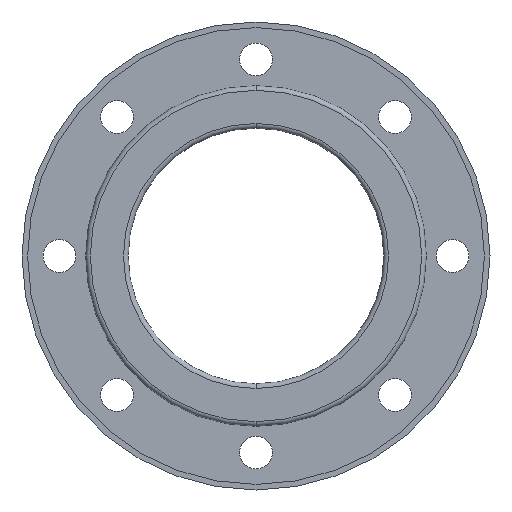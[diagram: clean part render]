
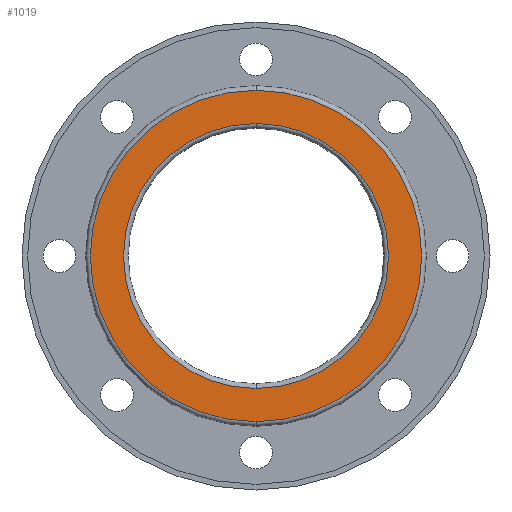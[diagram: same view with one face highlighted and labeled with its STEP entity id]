
A CAD part, front view. The second image highlights one B-rep face of the part: STEP entity #1019.
In plain terms, the highlighted planar face has unit normal (0, -1, 0).
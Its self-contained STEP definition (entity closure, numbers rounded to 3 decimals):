
#1 = DIRECTION ( 'NONE',  ( 0., 1., 0. ) ) ;
#14 = CARTESIAN_POINT ( 'NONE',  ( 0., -2.5, 70.759 ) ) ;
#17 = CARTESIAN_POINT ( 'NONE',  ( 0., -2.5, 0. ) ) ;
#35 = CARTESIAN_POINT ( 'NONE',  ( 0., -2.5, 0. ) ) ;
#70 = ORIENTED_EDGE ( 'NONE', *, *, #290, .T. ) ;
#74 = DIRECTION ( 'NONE',  ( 0., 0., 1. ) ) ;
#149 = CIRCLE ( 'NONE', #800, 70.759 ) ;
#227 = VERTEX_POINT ( 'NONE', #1536 ) ;
#266 = CIRCLE ( 'NONE', #1605, 88.5 ) ;
#290 = EDGE_CURVE ( 'NONE', #501, #780, #149, .T. ) ;
#409 = FACE_BOUND ( 'NONE', #1592, .T. ) ;
#501 = VERTEX_POINT ( 'NONE', #14 ) ;
#542 = EDGE_CURVE ( 'NONE', #910, #227, #1240, .T. ) ;
#652 = CARTESIAN_POINT ( 'NONE',  ( 0., -2.5, -88.5 ) ) ;
#688 = DIRECTION ( 'NONE',  ( 0., 1., 0. ) ) ;
#696 = DIRECTION ( 'NONE',  ( 0., 0., 1. ) ) ;
#708 = CARTESIAN_POINT ( 'NONE',  ( 0., -2.5, 0. ) ) ;
#780 = VERTEX_POINT ( 'NONE', #1623 ) ;
#800 = AXIS2_PLACEMENT_3D ( 'NONE', #708, #854, #992 ) ;
#801 = CARTESIAN_POINT ( 'NONE',  ( 0., -2.5, 0. ) ) ;
#828 = AXIS2_PLACEMENT_3D ( 'NONE', #1615, #1230, #74 ) ;
#854 = DIRECTION ( 'NONE',  ( 0., 1., 0. ) ) ;
#910 = VERTEX_POINT ( 'NONE', #652 ) ;
#936 = FACE_OUTER_BOUND ( 'NONE', #1272, .T. ) ;
#988 = CIRCLE ( 'NONE', #828, 70.759 ) ;
#992 = DIRECTION ( 'NONE',  ( 0., 0., 1. ) ) ;
#1019 = ADVANCED_FACE ( 'NONE', ( #936, #409 ), #1273, .F. ) ;
#1049 = DIRECTION ( 'NONE',  ( 0., 0., 1. ) ) ;
#1131 = AXIS2_PLACEMENT_3D ( 'NONE', #801, #1434, #1049 ) ;
#1157 = AXIS2_PLACEMENT_3D ( 'NONE', #17, #1, #1423 ) ;
#1230 = DIRECTION ( 'NONE',  ( 0., 1., 0. ) ) ;
#1240 = CIRCLE ( 'NONE', #1131, 88.5 ) ;
#1272 = EDGE_LOOP ( 'NONE', ( #1405, #1475 ) ) ;
#1273 = PLANE ( 'NONE',  #1157 ) ;
#1369 = EDGE_CURVE ( 'NONE', #227, #910, #266, .T. ) ;
#1405 = ORIENTED_EDGE ( 'NONE', *, *, #1369, .F. ) ;
#1423 = DIRECTION ( 'NONE',  ( 0., 0., 1. ) ) ;
#1434 = DIRECTION ( 'NONE',  ( 0., 1., 0. ) ) ;
#1475 = ORIENTED_EDGE ( 'NONE', *, *, #542, .F. ) ;
#1536 = CARTESIAN_POINT ( 'NONE',  ( 0., -2.5, 88.5 ) ) ;
#1546 = ORIENTED_EDGE ( 'NONE', *, *, #1632, .T. ) ;
#1592 = EDGE_LOOP ( 'NONE', ( #70, #1546 ) ) ;
#1605 = AXIS2_PLACEMENT_3D ( 'NONE', #35, #688, #696 ) ;
#1615 = CARTESIAN_POINT ( 'NONE',  ( 0., -2.5, 0. ) ) ;
#1623 = CARTESIAN_POINT ( 'NONE',  ( 0., -2.5, -70.759 ) ) ;
#1632 = EDGE_CURVE ( 'NONE', #780, #501, #988, .T. ) ;
